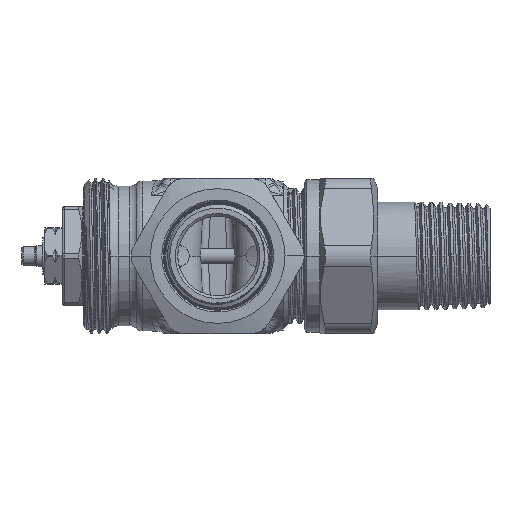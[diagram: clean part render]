
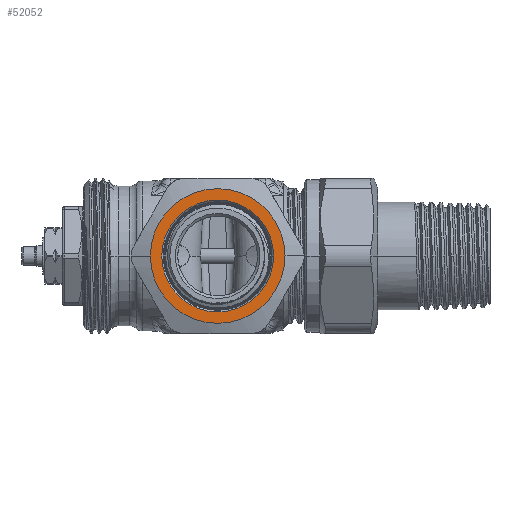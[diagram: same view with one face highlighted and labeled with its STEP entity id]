
A CAD part, left-side view. The second image highlights one B-rep face of the part: STEP entity #52052.
In plain terms, the highlighted planar face has unit normal (-1, 0, 0).
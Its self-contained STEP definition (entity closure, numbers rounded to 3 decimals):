
#20779=CARTESIAN_POINT('',(-36.4,0.,0.));
#20780=DIRECTION('',(-1.,0.,0.));
#20781=DIRECTION('',(0.,0.,-1.));
#20782=AXIS2_PLACEMENT_3D('',#20779,#20780,#20781);
#20797=CARTESIAN_POINT('',(-36.4,0.,0.));
#20798=DIRECTION('',(-1.,0.,0.));
#20799=DIRECTION('',(0.,1.,0.));
#20800=AXIS2_PLACEMENT_3D('',#20797,#20798,#20799);
#20802=CARTESIAN_POINT('',(-36.4,0.,0.));
#20803=DIRECTION('',(-1.,0.,0.));
#20804=DIRECTION('',(0.,-1.,0.));
#20805=AXIS2_PLACEMENT_3D('',#20802,#20803,#20804);
#21305=CARTESIAN_POINT('',(-36.4,0.,0.));
#21306=DIRECTION('',(-1.,0.,0.));
#21307=DIRECTION('',(0.,0.,1.));
#21308=AXIS2_PLACEMENT_3D('',#21305,#21306,#21307);
#29335=CARTESIAN_POINT('',(-36.4,0.,10.8));
#29336=CARTESIAN_POINT('',(-36.4,0.,-10.8));
#29337=VERTEX_POINT('',#29335);
#29338=VERTEX_POINT('',#29336);
#29343=CARTESIAN_POINT('',(-36.4,13.,0.));
#29344=CARTESIAN_POINT('',(-36.4,-13.,0.));
#29345=VERTEX_POINT('',#29343);
#29346=VERTEX_POINT('',#29344);
#52036=CARTESIAN_POINT('',(-36.4,0.,0.));
#52037=DIRECTION('',(1.,0.,0.));
#52038=DIRECTION('',(0.,-1.,0.));
#52039=AXIS2_PLACEMENT_3D('',#52036,#52037,#52038);
#52040=PLANE('',#52039);
#52042=ORIENTED_EDGE('',*,*,#52041,.F.);
#52044=ORIENTED_EDGE('',*,*,#52043,.F.);
#52045=EDGE_LOOP('',(#52042,#52044));
#52046=FACE_OUTER_BOUND('',#52045,.F.);
#52048=ORIENTED_EDGE('',*,*,#52047,.T.);
#52049=ORIENTED_EDGE('',*,*,#52026,.T.);
#52050=EDGE_LOOP('',(#52048,#52049));
#52051=FACE_BOUND('',#52050,.F.);
#52052=ADVANCED_FACE('',(#52046,#52051),#52040,.F.);
#20783=CIRCLE('',#20782,10.8);
#20801=CIRCLE('',#20800,13.);
#20806=CIRCLE('',#20805,13.);
#21309=CIRCLE('',#21308,10.8);
#52026=EDGE_CURVE('',#29338,#29337,#20783,.T.);
#52041=EDGE_CURVE('',#29345,#29346,#20801,.T.);
#52043=EDGE_CURVE('',#29346,#29345,#20806,.T.);
#52047=EDGE_CURVE('',#29337,#29338,#21309,.T.);
